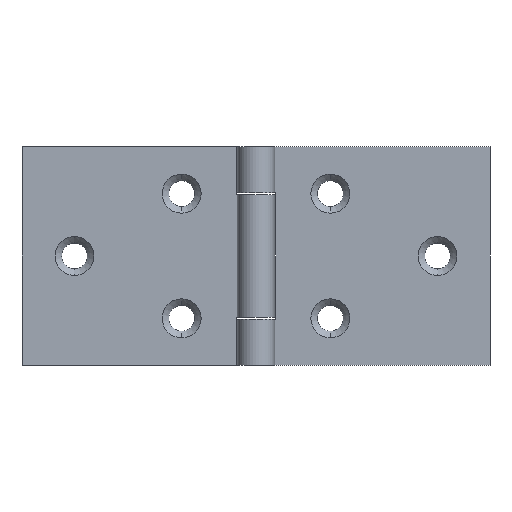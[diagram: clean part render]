
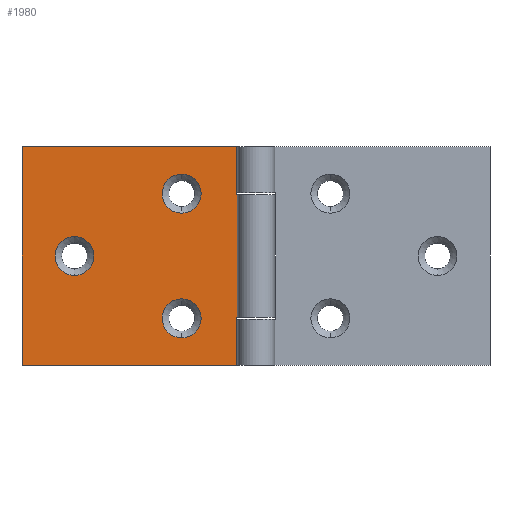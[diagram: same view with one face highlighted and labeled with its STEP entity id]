
A CAD part, front view. The second image highlights one B-rep face of the part: STEP entity #1980.
In plain terms, the highlighted planar face has unit normal (0, -1, 0).
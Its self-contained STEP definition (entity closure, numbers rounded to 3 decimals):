
#10 = CARTESIAN_POINT ( 'NONE',  ( -17., 2.05, -9.8 ) ) ;
#16 = VERTEX_POINT ( 'NONE', #570 ) ;
#21 = DIRECTION ( 'NONE',  ( 0., 1., 0. ) ) ;
#24 = EDGE_CURVE ( 'NONE', #16, #849, #428, .T. ) ;
#71 = AXIS2_PLACEMENT_3D ( 'NONE', #1237, #1059, #1226 ) ;
#73 = EDGE_CURVE ( 'NONE', #1491, #1904, #391, .T. ) ;
#78 = CARTESIAN_POINT ( 'NONE',  ( -17., 2.05, 14.25 ) ) ;
#80 = DIRECTION ( 'NONE',  ( 0., 1., 0. ) ) ;
#96 = AXIS2_PLACEMENT_3D ( 'NONE', #1812, #843, #1512 ) ;
#110 = DIRECTION ( 'NONE',  ( 1., 0., 0. ) ) ;
#119 = EDGE_CURVE ( 'NONE', #934, #136, #784, .T. ) ;
#134 = LINE ( 'NONE', #1659, #374 ) ;
#136 = VERTEX_POINT ( 'NONE', #889 ) ;
#180 = CARTESIAN_POINT ( 'NONE',  ( -53.5, 2.05, -25. ) ) ;
#192 = EDGE_CURVE ( 'NONE', #256, #849, #1205, .T. ) ;
#205 = VERTEX_POINT ( 'NONE', #1462 ) ;
#222 = FACE_BOUND ( 'NONE', #332, .T. ) ;
#228 = AXIS2_PLACEMENT_3D ( 'NONE', #740, #80, #415 ) ;
#235 = ORIENTED_EDGE ( 'NONE', *, *, #284, .T. ) ;
#240 = CIRCLE ( 'NONE', #96, 4.45 ) ;
#256 = VERTEX_POINT ( 'NONE', #792 ) ;
#284 = EDGE_CURVE ( 'NONE', #16, #934, #1507, .T. ) ;
#296 = AXIS2_PLACEMENT_3D ( 'NONE', #1034, #1871, #1054 ) ;
#332 = EDGE_LOOP ( 'NONE', ( #610, #1233 ) ) ;
#351 = EDGE_CURVE ( 'NONE', #1904, #1491, #240, .T. ) ;
#361 = VERTEX_POINT ( 'NONE', #10 ) ;
#364 = CARTESIAN_POINT ( 'NONE',  ( -17., 2.05, -18.7 ) ) ;
#374 = VECTOR ( 'NONE', #1638, 1000. ) ;
#391 = CIRCLE ( 'NONE', #71, 4.45 ) ;
#415 = DIRECTION ( 'NONE',  ( -1., 0., 0. ) ) ;
#422 = AXIS2_PLACEMENT_3D ( 'NONE', #1714, #21, #1527 ) ;
#428 = LINE ( 'NONE', #918, #1697 ) ;
#482 = VERTEX_POINT ( 'NONE', #180 ) ;
#514 = ORIENTED_EDGE ( 'NONE', *, *, #192, .T. ) ;
#570 = CARTESIAN_POINT ( 'NONE',  ( 0., 2.05, 14. ) ) ;
#577 = DIRECTION ( 'NONE',  ( 0., 0., 1. ) ) ;
#610 = ORIENTED_EDGE ( 'NONE', *, *, #683, .T. ) ;
#645 = VECTOR ( 'NONE', #1169, 1000. ) ;
#683 = EDGE_CURVE ( 'NONE', #828, #1305, #2123, .T. ) ;
#693 = ORIENTED_EDGE ( 'NONE', *, *, #1898, .T. ) ;
#725 = CARTESIAN_POINT ( 'NONE',  ( -4.5, 2.05, 25. ) ) ;
#740 = CARTESIAN_POINT ( 'NONE',  ( 0., 2.05, 25. ) ) ;
#784 = LINE ( 'NONE', #725, #937 ) ;
#792 = CARTESIAN_POINT ( 'NONE',  ( -4.5, 2.05, -14. ) ) ;
#801 = ORIENTED_EDGE ( 'NONE', *, *, #1692, .T. ) ;
#802 = EDGE_CURVE ( 'NONE', #482, #1007, #928, .T. ) ;
#808 = EDGE_LOOP ( 'NONE', ( #1114, #930 ) ) ;
#828 = VERTEX_POINT ( 'NONE', #2091 ) ;
#843 = DIRECTION ( 'NONE',  ( 0., 1., 0. ) ) ;
#849 = VERTEX_POINT ( 'NONE', #1433 ) ;
#889 = CARTESIAN_POINT ( 'NONE',  ( -4.5, 2.05, 25. ) ) ;
#894 = CARTESIAN_POINT ( 'NONE',  ( -41.5, 2.05, 4.45 ) ) ;
#907 = EDGE_LOOP ( 'NONE', ( #235, #1116, #1601, #801, #1362, #1123, #514, #1990 ) ) ;
#908 = VECTOR ( 'NONE', #1597, 1000. ) ;
#918 = CARTESIAN_POINT ( 'NONE',  ( 0., 2.05, 25. ) ) ;
#928 = LINE ( 'NONE', #1922, #908 ) ;
#930 = ORIENTED_EDGE ( 'NONE', *, *, #351, .T. ) ;
#934 = VERTEX_POINT ( 'NONE', #1289 ) ;
#937 = VECTOR ( 'NONE', #577, 1000. ) ;
#1002 = FACE_BOUND ( 'NONE', #1864, .T. ) ;
#1007 = VERTEX_POINT ( 'NONE', #1468 ) ;
#1034 = CARTESIAN_POINT ( 'NONE',  ( -17., 2.05, -14.25 ) ) ;
#1054 = DIRECTION ( 'NONE',  ( -1., 0., 0. ) ) ;
#1059 = DIRECTION ( 'NONE',  ( 0., 1., 0. ) ) ;
#1088 = VECTOR ( 'NONE', #1367, 1000. ) ;
#1114 = ORIENTED_EDGE ( 'NONE', *, *, #73, .T. ) ;
#1116 = ORIENTED_EDGE ( 'NONE', *, *, #119, .T. ) ;
#1118 = CARTESIAN_POINT ( 'NONE',  ( 0., 2.05, -14. ) ) ;
#1123 = ORIENTED_EDGE ( 'NONE', *, *, #2058, .T. ) ;
#1157 = FACE_OUTER_BOUND ( 'NONE', #907, .T. ) ;
#1169 = DIRECTION ( 'NONE',  ( -1., 0., 0. ) ) ;
#1205 = LINE ( 'NONE', #1118, #1315 ) ;
#1217 = CARTESIAN_POINT ( 'NONE',  ( -17., 2.05, 18.7 ) ) ;
#1218 = CARTESIAN_POINT ( 'NONE',  ( 0., 2.05, 25. ) ) ;
#1226 = DIRECTION ( 'NONE',  ( -1., 0., 0. ) ) ;
#1233 = ORIENTED_EDGE ( 'NONE', *, *, #1324, .T. ) ;
#1237 = CARTESIAN_POINT ( 'NONE',  ( -41.5, 2.05, 0. ) ) ;
#1238 = CARTESIAN_POINT ( 'NONE',  ( -4.5, 2.05, 25. ) ) ;
#1278 = CARTESIAN_POINT ( 'NONE',  ( 0., 2.05, 14. ) ) ;
#1289 = CARTESIAN_POINT ( 'NONE',  ( -4.5, 2.05, 14. ) ) ;
#1305 = VERTEX_POINT ( 'NONE', #1217 ) ;
#1315 = VECTOR ( 'NONE', #110, 1000. ) ;
#1324 = EDGE_CURVE ( 'NONE', #1305, #828, #1519, .T. ) ;
#1352 = AXIS2_PLACEMENT_3D ( 'NONE', #78, #1578, #1912 ) ;
#1362 = ORIENTED_EDGE ( 'NONE', *, *, #802, .T. ) ;
#1367 = DIRECTION ( 'NONE',  ( 1., 0., 0. ) ) ;
#1376 = DIRECTION ( 'NONE',  ( 0., 0., -1. ) ) ;
#1387 = CIRCLE ( 'NONE', #296, 4.45 ) ;
#1412 = CIRCLE ( 'NONE', #422, 4.45 ) ;
#1419 = VERTEX_POINT ( 'NONE', #364 ) ;
#1433 = CARTESIAN_POINT ( 'NONE',  ( 0., 2.05, -14. ) ) ;
#1462 = CARTESIAN_POINT ( 'NONE',  ( -53.5, 2.05, 25. ) ) ;
#1468 = CARTESIAN_POINT ( 'NONE',  ( -4.5, 2.05, -25. ) ) ;
#1486 = LINE ( 'NONE', #1218, #1088 ) ;
#1491 = VERTEX_POINT ( 'NONE', #1768 ) ;
#1507 = LINE ( 'NONE', #1278, #645 ) ;
#1512 = DIRECTION ( 'NONE',  ( -1., 0., 0. ) ) ;
#1519 = CIRCLE ( 'NONE', #1645, 4.45 ) ;
#1527 = DIRECTION ( 'NONE',  ( -1., 0., 0. ) ) ;
#1532 = CARTESIAN_POINT ( 'NONE',  ( -17., 2.05, 14.25 ) ) ;
#1564 = DIRECTION ( 'NONE',  ( 0., 0., 1. ) ) ;
#1578 = DIRECTION ( 'NONE',  ( 0., 1., 0. ) ) ;
#1589 = LINE ( 'NONE', #1238, #2043 ) ;
#1597 = DIRECTION ( 'NONE',  ( 1., 0., 0. ) ) ;
#1601 = ORIENTED_EDGE ( 'NONE', *, *, #1891, .F. ) ;
#1638 = DIRECTION ( 'NONE',  ( 0., 0., -1. ) ) ;
#1645 = AXIS2_PLACEMENT_3D ( 'NONE', #1532, #1867, #1689 ) ;
#1659 = CARTESIAN_POINT ( 'NONE',  ( -53.5, 2.05, 25. ) ) ;
#1689 = DIRECTION ( 'NONE',  ( -1., 0., 0. ) ) ;
#1692 = EDGE_CURVE ( 'NONE', #205, #482, #134, .T. ) ;
#1697 = VECTOR ( 'NONE', #1376, 1000. ) ;
#1714 = CARTESIAN_POINT ( 'NONE',  ( -17., 2.05, -14.25 ) ) ;
#1768 = CARTESIAN_POINT ( 'NONE',  ( -41.5, 2.05, -4.45 ) ) ;
#1812 = CARTESIAN_POINT ( 'NONE',  ( -41.5, 2.05, 0. ) ) ;
#1853 = EDGE_CURVE ( 'NONE', #1419, #361, #1387, .T. ) ;
#1864 = EDGE_LOOP ( 'NONE', ( #1935, #693 ) ) ;
#1867 = DIRECTION ( 'NONE',  ( 0., 1., 0. ) ) ;
#1871 = DIRECTION ( 'NONE',  ( 0., 1., 0. ) ) ;
#1891 = EDGE_CURVE ( 'NONE', #205, #136, #1486, .T. ) ;
#1898 = EDGE_CURVE ( 'NONE', #361, #1419, #1412, .T. ) ;
#1902 = FACE_BOUND ( 'NONE', #808, .T. ) ;
#1904 = VERTEX_POINT ( 'NONE', #894 ) ;
#1912 = DIRECTION ( 'NONE',  ( -1., 0., 0. ) ) ;
#1922 = CARTESIAN_POINT ( 'NONE',  ( 0., 2.05, -25. ) ) ;
#1935 = ORIENTED_EDGE ( 'NONE', *, *, #1853, .T. ) ;
#1980 = ADVANCED_FACE ( 'NONE', ( #222, #1002, #1902, #1157 ), #2062, .F. ) ;
#1990 = ORIENTED_EDGE ( 'NONE', *, *, #24, .F. ) ;
#2043 = VECTOR ( 'NONE', #1564, 1000. ) ;
#2058 = EDGE_CURVE ( 'NONE', #1007, #256, #1589, .T. ) ;
#2062 = PLANE ( 'NONE',  #228 ) ;
#2091 = CARTESIAN_POINT ( 'NONE',  ( -17., 2.05, 9.8 ) ) ;
#2123 = CIRCLE ( 'NONE', #1352, 4.45 ) ;
